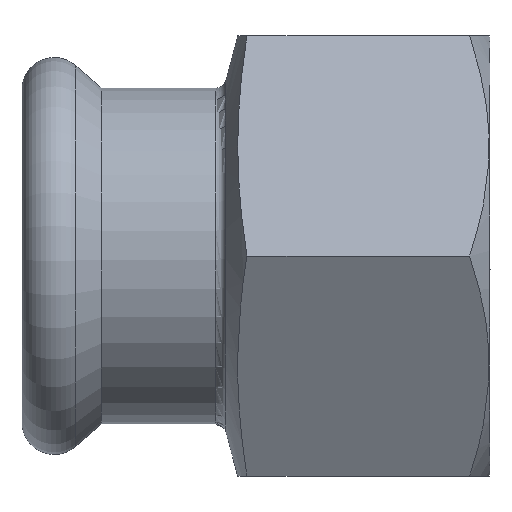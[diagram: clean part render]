
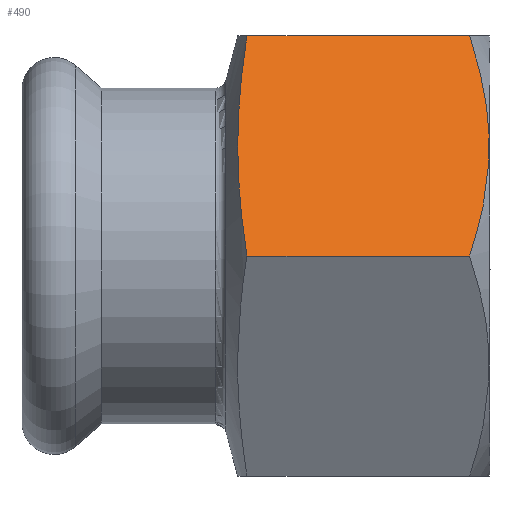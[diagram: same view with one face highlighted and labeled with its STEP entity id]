
A CAD part, front view. The second image highlights one B-rep face of the part: STEP entity #490.
In plain terms, the highlighted planar face has unit normal (0, -0.866, 0.5).
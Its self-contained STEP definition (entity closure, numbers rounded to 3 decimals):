
#41=B_SPLINE_CURVE_WITH_KNOTS('',5,(#802,#803,#804,#805,#806,#807,#808,
#809,#810,#811,#812,#813),.UNSPECIFIED.,.F.,.F.,(6,3,3,6),(0.,39.439,
80.827,107.693),.UNSPECIFIED.);
#42=B_SPLINE_CURVE_WITH_KNOTS('',5,(#816,#817,#818,#819,#820,#821,#822,
#823,#824,#825,#826,#827),.UNSPECIFIED.,.F.,.F.,(6,3,3,6),(0.,34.14,
82.225,107.832),.UNSPECIFIED.);
#48=PLANE('',#546);
#60=FACE_OUTER_BOUND('',#91,.T.);
#91=EDGE_LOOP('',(#320,#321,#322,#323));
#126=LINE('',#785,#146);
#128=LINE('',#815,#148);
#146=VECTOR('',#619,1.);
#148=VECTOR('',#623,1.);
#203=VERTEX_POINT('',#771);
#204=VERTEX_POINT('',#784);
#206=VERTEX_POINT('',#801);
#207=VERTEX_POINT('',#814);
#247=EDGE_CURVE('',#203,#204,#126,.T.);
#250=EDGE_CURVE('',#203,#206,#41,.T.);
#251=EDGE_CURVE('',#206,#207,#128,.T.);
#252=EDGE_CURVE('',#204,#207,#42,.T.);
#320=ORIENTED_EDGE('',*,*,#250,.T.);
#321=ORIENTED_EDGE('',*,*,#251,.T.);
#322=ORIENTED_EDGE('',*,*,#252,.F.);
#323=ORIENTED_EDGE('',*,*,#247,.F.);
#490=ADVANCED_FACE('',(#60),#48,.T.);
#546=AXIS2_PLACEMENT_3D('',#800,#621,#622);
#619=DIRECTION('',(1.,0.,0.));
#621=DIRECTION('center_axis',(0.,-0.866,0.5));
#622=DIRECTION('ref_axis',(0.,-0.5,-0.866));
#623=DIRECTION('',(1.,0.,0.));
#771=CARTESIAN_POINT('',(20.949,-11.836,20.5));
#784=CARTESIAN_POINT('',(41.7,-11.836,20.5));
#785=CARTESIAN_POINT('',(31.325,-11.836,20.5));
#800=CARTESIAN_POINT('Origin',(18.8,-11.836,20.5));
#801=CARTESIAN_POINT('',(20.949,-23.671,0.));
#802=CARTESIAN_POINT('Ctrl Pts',(20.949,-11.836,20.5));
#803=CARTESIAN_POINT('Ctrl Pts',(20.673,-12.865,18.717));
#804=CARTESIAN_POINT('Ctrl Pts',(20.469,-13.796,17.104));
#805=CARTESIAN_POINT('Ctrl Pts',(20.319,-14.664,15.602));
#806=CARTESIAN_POINT('Ctrl Pts',(20.107,-16.36,12.664));
#807=CARTESIAN_POINT('Ctrl Pts',(20.074,-17.969,9.877));
#808=CARTESIAN_POINT('Ctrl Pts',(20.101,-18.792,8.451));
#809=CARTESIAN_POINT('Ctrl Pts',(20.219,-20.182,6.044));
#810=CARTESIAN_POINT('Ctrl Pts',(20.48,-21.693,3.426));
#811=CARTESIAN_POINT('Ctrl Pts',(20.607,-22.314,2.35));
#812=CARTESIAN_POINT('Ctrl Pts',(20.761,-22.97,1.215));
#813=CARTESIAN_POINT('Ctrl Pts',(20.949,-23.671,0.));
#814=CARTESIAN_POINT('',(41.7,-23.671,0.));
#815=CARTESIAN_POINT('',(31.325,-23.671,0.));
#816=CARTESIAN_POINT('Ctrl Pts',(41.7,-11.836,20.5));
#817=CARTESIAN_POINT('Ctrl Pts',(42.212,-12.723,18.963));
#818=CARTESIAN_POINT('Ctrl Pts',(42.611,-13.539,17.55));
#819=CARTESIAN_POINT('Ctrl Pts',(42.919,-14.304,16.224));
#820=CARTESIAN_POINT('Ctrl Pts',(43.471,-16.065,13.174));
#821=CARTESIAN_POINT('Ctrl Pts',(43.607,-17.703,10.338));
#822=CARTESIAN_POINT('Ctrl Pts',(43.563,-18.653,8.692));
#823=CARTESIAN_POINT('Ctrl Pts',(43.298,-20.146,6.106));
#824=CARTESIAN_POINT('Ctrl Pts',(42.671,-21.786,3.265));
#825=CARTESIAN_POINT('Ctrl Pts',(42.405,-22.38,2.236));
#826=CARTESIAN_POINT('Ctrl Pts',(42.084,-23.006,1.153));
#827=CARTESIAN_POINT('Ctrl Pts',(41.7,-23.671,0.));
